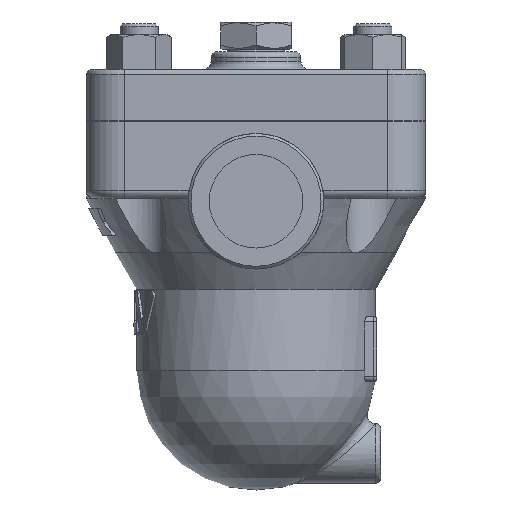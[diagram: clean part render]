
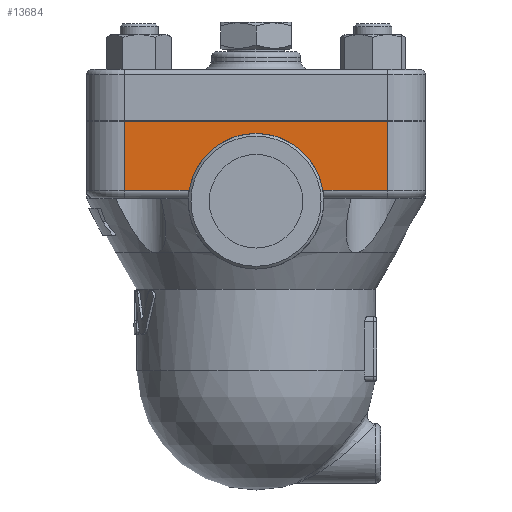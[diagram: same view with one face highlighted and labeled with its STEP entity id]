
A CAD part, left-side view. The second image highlights one B-rep face of the part: STEP entity #13684.
In plain terms, the highlighted planar face has unit normal (-1, 0, 0).
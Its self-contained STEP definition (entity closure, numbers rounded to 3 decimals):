
#4001=CARTESIAN_POINT('',(-62.5,-48.5,28.5));
#4002=VERTEX_POINT('',#4001);
#4053=CARTESIAN_POINT('',(-62.5,48.5,28.5));
#4054=VERTEX_POINT('',#4053);
#4062=CARTESIAN_POINT('',(-62.5,-48.5,28.5));
#4063=DIRECTION('',(0.0,1.0,0.0));
#4064=VECTOR('',#4063,97.);
#4065=LINE('',#4062,#4064);
#4066=EDGE_CURVE('',#4002,#4054,#4065,.T.);
#12626=CARTESIAN_POINT('',(-62.5,48.5,3.));
#12627=VERTEX_POINT('',#12626);
#12636=CARTESIAN_POINT('',(-62.5,24.678,3.));
#12637=VERTEX_POINT('',#12636);
#12663=CARTESIAN_POINT('',(-62.5,24.678,3.));
#12664=DIRECTION('',(0.0,1.0,0.0));
#12665=VECTOR('',#12664,23.822);
#12666=LINE('',#12663,#12665);
#12667=EDGE_CURVE('',#12637,#12627,#12666,.T.);
#13179=CARTESIAN_POINT('',(-62.5,-48.5,3.));
#13180=VERTEX_POINT('',#13179);
#13223=CARTESIAN_POINT('',(-62.5,-24.678,3.));
#13224=VERTEX_POINT('',#13223);
#13259=CARTESIAN_POINT('',(-62.5,-48.5,3.));
#13260=DIRECTION('',(0.0,1.0,0.0));
#13261=VECTOR('',#13260,23.822);
#13262=LINE('',#13259,#13261);
#13263=EDGE_CURVE('',#13180,#13224,#13262,.T.);
#13655=CARTESIAN_POINT('',(-62.5,-48.5,0.0));
#13656=DIRECTION('',(-1.0,0.0,0.0));
#13657=DIRECTION('',(0.0,0.0,1.0));
#13658=AXIS2_PLACEMENT_3D('',#13655,#13656,#13657);
#13659=PLANE('',#13658);
#13660=ORIENTED_EDGE('',*,*,#12667,.F.);
#13661=CARTESIAN_POINT('',(-62.5,0.0,-1.));
#13662=DIRECTION('',(1.0,0.0,0.0));
#13663=DIRECTION('',(0.0,0.0,1.0));
#13664=AXIS2_PLACEMENT_3D('',#13661,#13662,#13663);
#13665=CIRCLE('',#13664,25.0);
#13666=EDGE_CURVE('',#12637,#13224,#13665,.T.);
#13667=ORIENTED_EDGE('',*,*,#13666,.T.);
#13668=ORIENTED_EDGE('',*,*,#13263,.F.);
#13669=CARTESIAN_POINT('',(-62.5,-48.5,3.));
#13670=DIRECTION('',(0.0,0.0,1.0));
#13671=VECTOR('',#13670,25.5);
#13672=LINE('',#13669,#13671);
#13673=EDGE_CURVE('',#13180,#4002,#13672,.T.);
#13674=ORIENTED_EDGE('',*,*,#13673,.T.);
#13675=ORIENTED_EDGE('',*,*,#4066,.T.);
#13676=CARTESIAN_POINT('',(-62.5,48.5,3.));
#13677=DIRECTION('',(0.0,0.0,1.0));
#13678=VECTOR('',#13677,25.5);
#13679=LINE('',#13676,#13678);
#13680=EDGE_CURVE('',#12627,#4054,#13679,.T.);
#13681=ORIENTED_EDGE('',*,*,#13680,.F.);
#13682=EDGE_LOOP('',(#13660,#13667,#13668,#13674,#13675,#13681));
#13683=FACE_OUTER_BOUND('',#13682,.T.);
#13684=ADVANCED_FACE('',(#13683),#13659,.T.);
